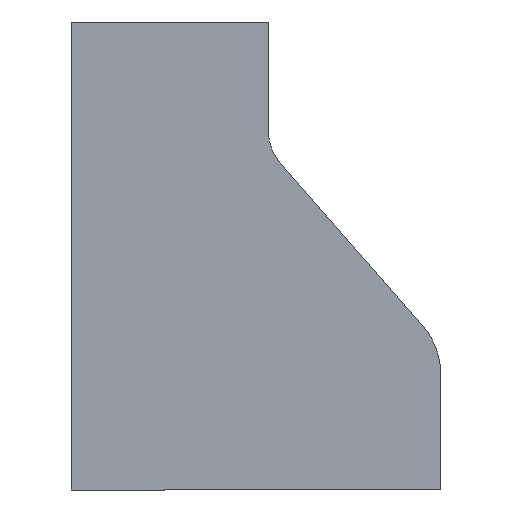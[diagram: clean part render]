
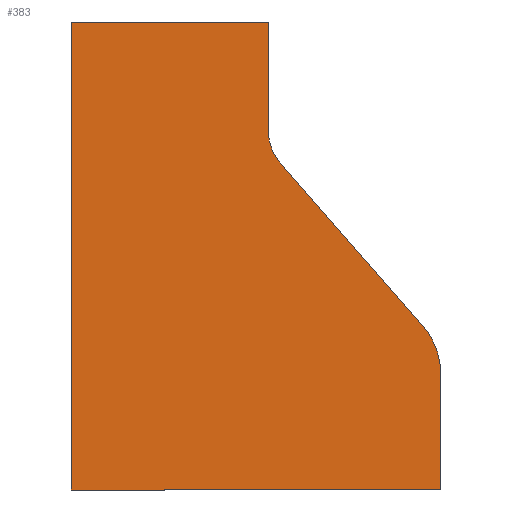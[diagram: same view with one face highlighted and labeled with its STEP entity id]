
A CAD part, front view. The second image highlights one B-rep face of the part: STEP entity #383.
In plain terms, the highlighted planar face has unit normal (0, -1, 0).
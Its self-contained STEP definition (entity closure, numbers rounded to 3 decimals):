
#73 = CARTESIAN_POINT ( 'NONE',  ( 190., 0., -190. ) ) ;
#79 = CARTESIAN_POINT ( 'NONE',  ( 120., 0., 0. ) ) ;
#98 = CARTESIAN_POINT ( 'NONE',  ( 120., 0., -44.104 ) ) ;
#108 = CARTESIAN_POINT ( 'NONE',  ( 40., 0., 0. ) ) ;
#145 = CARTESIAN_POINT ( 'NONE',  ( 182.577, 0., -123.135 ) ) ;
#154 = CARTESIAN_POINT ( 'NONE',  ( 190., 0., -142.89 ) ) ;
#164 = CARTESIAN_POINT ( 'NONE',  ( 124.948, 0., -57.274 ) ) ;
#165 = CARTESIAN_POINT ( 'NONE',  ( 40., 0., -190. ) ) ;
#189 = CARTESIAN_POINT ( 'NONE',  ( 120., 0., 0. ) ) ;
#190 = DIRECTION ( 'NONE',  ( 0., 0., 1. ) ) ;
#290 = EDGE_CURVE ( 'NONE', #781, #864, #913, .T. ) ;
#306 = EDGE_CURVE ( 'NONE', #818, #789, #942, .T. ) ;
#309 = EDGE_CURVE ( 'NONE', #781, #875, #948, .T. ) ;
#314 = EDGE_CURVE ( 'NONE', #875, #818, #958, .T. ) ;
#315 = EDGE_CURVE ( 'NONE', #864, #855, #960, .T. ) ;
#317 = EDGE_CURVE ( 'NONE', #855, #874, #963, .T. ) ;
#318 = EDGE_CURVE ( 'NONE', #874, #808, #964, .T. ) ;
#383 = ADVANCED_FACE ( 'NONE', ( #1389 ), #1112, .F. ) ;
#623 = ORIENTED_EDGE ( 'NONE', *, *, #1586, .T. ) ;
#624 = ORIENTED_EDGE ( 'NONE', *, *, #318, .T. ) ;
#625 = ORIENTED_EDGE ( 'NONE', *, *, #317, .T. ) ;
#626 = ORIENTED_EDGE ( 'NONE', *, *, #315, .T. ) ;
#627 = ORIENTED_EDGE ( 'NONE', *, *, #290, .T. ) ;
#628 = ORIENTED_EDGE ( 'NONE', *, *, #309, .F. ) ;
#629 = ORIENTED_EDGE ( 'NONE', *, *, #314, .F. ) ;
#630 = ORIENTED_EDGE ( 'NONE', *, *, #306, .F. ) ;
#682 = EDGE_LOOP ( 'NONE', ( #630, #629, #628, #627, #626, #625, #624, #623 ) ) ;
#781 = VERTEX_POINT ( 'NONE', #73 ) ;
#789 = VERTEX_POINT ( 'NONE', #79 ) ;
#808 = VERTEX_POINT ( 'NONE', #98 ) ;
#818 = VERTEX_POINT ( 'NONE', #108 ) ;
#855 = VERTEX_POINT ( 'NONE', #145 ) ;
#864 = VERTEX_POINT ( 'NONE', #154 ) ;
#874 = VERTEX_POINT ( 'NONE', #164 ) ;
#875 = VERTEX_POINT ( 'NONE', #165 ) ;
#913 = LINE ( 'NONE', #1755, #916 ) ;
#916 = VECTOR ( 'NONE', #1715, 1000. ) ;
#942 = LINE ( 'NONE', #1744, #945 ) ;
#945 = VECTOR ( 'NONE', #1732, 1000. ) ;
#948 = LINE ( 'NONE', #1731, #951 ) ;
#951 = VECTOR ( 'NONE', #1702, 1000. ) ;
#958 = LINE ( 'NONE', #1693, #961 ) ;
#960 = CIRCLE ( 'NONE', #1610, 30. ) ;
#961 = VECTOR ( 'NONE', #1704, 1000. ) ;
#963 = LINE ( 'NONE', #1698, #965 ) ;
#964 = CIRCLE ( 'NONE', #1608, 20. ) ;
#965 = VECTOR ( 'NONE', #1714, 1000. ) ;
#1106 = CARTESIAN_POINT ( 'NONE',  ( -60., 0., -44.104 ) ) ;
#1112 = PLANE ( 'NONE',  #1579 ) ;
#1114 = DIRECTION ( 'NONE',  ( 0., 1., 0. ) ) ;
#1115 = DIRECTION ( 'NONE',  ( 0., 0., 1. ) ) ;
#1389 = FACE_OUTER_BOUND ( 'NONE', #682, .T. ) ;
#1487 = LINE ( 'NONE', #189, #1490 ) ;
#1490 = VECTOR ( 'NONE', #190, 1000. ) ;
#1579 = AXIS2_PLACEMENT_3D ( 'NONE', #1106, #1114, #1115 ) ;
#1586 = EDGE_CURVE ( 'NONE', #808, #789, #1487, .T. ) ;
#1608 = AXIS2_PLACEMENT_3D ( 'NONE', #1701, #1697, #1748 ) ;
#1610 = AXIS2_PLACEMENT_3D ( 'NONE', #1713, #1718, #1711 ) ;
#1693 = CARTESIAN_POINT ( 'NONE',  ( 40., 0., 0. ) ) ;
#1697 = DIRECTION ( 'NONE',  ( 0., 1., 0. ) ) ;
#1698 = CARTESIAN_POINT ( 'NONE',  ( 124.948, 0., -57.274 ) ) ;
#1701 = CARTESIAN_POINT ( 'NONE',  ( 140., 0., -44.104 ) ) ;
#1702 = DIRECTION ( 'NONE',  ( -1., 0., 0. ) ) ;
#1704 = DIRECTION ( 'NONE',  ( 0., 0., 1. ) ) ;
#1711 = DIRECTION ( 'NONE',  ( 0., 0., 1. ) ) ;
#1713 = CARTESIAN_POINT ( 'NONE',  ( 160., 0., -142.89 ) ) ;
#1714 = DIRECTION ( 'NONE',  ( -0.659, 0., 0.753 ) ) ;
#1715 = DIRECTION ( 'NONE',  ( 0., 0., 1. ) ) ;
#1718 = DIRECTION ( 'NONE',  ( 0., -1., 0. ) ) ;
#1731 = CARTESIAN_POINT ( 'NONE',  ( -110., 0., -190. ) ) ;
#1732 = DIRECTION ( 'NONE',  ( 1., 0., 0. ) ) ;
#1744 = CARTESIAN_POINT ( 'NONE',  ( -40., 0., 0. ) ) ;
#1748 = DIRECTION ( 'NONE',  ( 0., 0., 1. ) ) ;
#1755 = CARTESIAN_POINT ( 'NONE',  ( 190., 0., -142.89 ) ) ;
